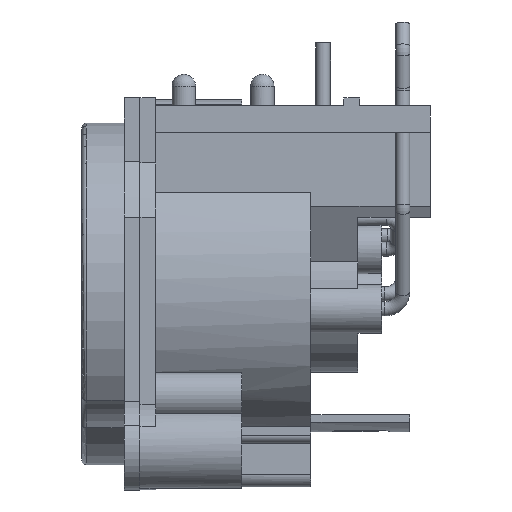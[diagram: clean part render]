
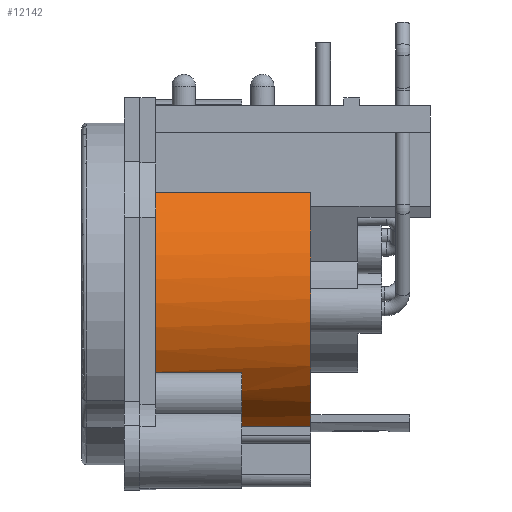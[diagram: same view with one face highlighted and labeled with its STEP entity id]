
A CAD part, left-side view. The second image highlights one B-rep face of the part: STEP entity #12142.
In plain terms, the highlighted cylindrical face has radius 9.15 mm (diameter 18.3 mm), a partial arc.
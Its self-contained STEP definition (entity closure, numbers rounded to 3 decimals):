
#283=CYLINDRICAL_SURFACE('',#13032,9.15);
#445=FACE_OUTER_BOUND('',#1126,.T.);
#1126=EDGE_LOOP('',(#8143,#8144,#8145,#8146,#8147,#8148,#8149,#8150));
#1851=CIRCLE('',#12971,9.15);
#1869=CIRCLE('',#12991,9.15);
#1885=CIRCLE('',#13020,9.15);
#1896=CIRCLE('',#13033,9.15);
#2309=LINE('',#17899,#3681);
#2310=LINE('',#17900,#3682);
#2311=LINE('',#17901,#3683);
#2312=LINE('',#17902,#3684);
#3681=VECTOR('',#14279,9.9);
#3682=VECTOR('',#14280,5.5);
#3683=VECTOR('',#14281,5.5);
#3684=VECTOR('',#14282,9.9);
#5006=VERTEX_POINT('',#17697);
#5007=VERTEX_POINT('',#17699);
#5036=VERTEX_POINT('',#17759);
#5037=VERTEX_POINT('',#17761);
#5071=VERTEX_POINT('',#17857);
#5072=VERTEX_POINT('',#17858);
#5088=VERTEX_POINT('',#17896);
#5089=VERTEX_POINT('',#17897);
#6205=EDGE_CURVE('',#5007,#5006,#1851,.T.);
#6235=EDGE_CURVE('',#5037,#5036,#1869,.T.);
#6284=EDGE_CURVE('',#5071,#5072,#1885,.T.);
#6304=EDGE_CURVE('',#5088,#5089,#1896,.T.);
#6305=EDGE_CURVE('',#5037,#5088,#2309,.T.);
#6306=EDGE_CURVE('',#5036,#5071,#2310,.T.);
#6307=EDGE_CURVE('',#5007,#5072,#2311,.T.);
#6308=EDGE_CURVE('',#5006,#5089,#2312,.T.);
#8143=ORIENTED_EDGE('',*,*,#6304,.F.);
#8144=ORIENTED_EDGE('',*,*,#6305,.F.);
#8145=ORIENTED_EDGE('',*,*,#6235,.T.);
#8146=ORIENTED_EDGE('',*,*,#6306,.T.);
#8147=ORIENTED_EDGE('',*,*,#6284,.T.);
#8148=ORIENTED_EDGE('',*,*,#6307,.F.);
#8149=ORIENTED_EDGE('',*,*,#6205,.T.);
#8150=ORIENTED_EDGE('',*,*,#6308,.T.);
#12142=ADVANCED_FACE('',(#445),#283,.T.);
#12971=AXIS2_PLACEMENT_3D('',#17700,#14099,#14100);
#12991=AXIS2_PLACEMENT_3D('',#17762,#14151,#14152);
#13020=AXIS2_PLACEMENT_3D('',#17859,#14242,#14243);
#13032=AXIS2_PLACEMENT_3D('',#17895,#14275,#14276);
#13033=AXIS2_PLACEMENT_3D('',#17898,#14277,#14278);
#14099=DIRECTION('center_axis',(0.,-1.,0.));
#14100=DIRECTION('ref_axis',(-0.676,0.,-0.737));
#14151=DIRECTION('center_axis',(0.,-1.,0.));
#14152=DIRECTION('ref_axis',(-0.71,0.,0.704));
#14242=DIRECTION('center_axis',(0.,-1.,0.));
#14243=DIRECTION('ref_axis',(-0.737,0.,-0.676));
#14275=DIRECTION('center_axis',(0.,-1.,0.));
#14276=DIRECTION('ref_axis',(-1.,0.,0.));
#14277=DIRECTION('center_axis',(0.,-1.,0.));
#14278=DIRECTION('ref_axis',(-0.71,0.,0.704));
#14279=DIRECTION('',(0.,-1.,0.));
#14280=DIRECTION('',(0.,-1.,0.));
#14281=DIRECTION('',(0.,-1.,0.));
#14282=DIRECTION('',(0.,-1.,0.));
#17697=CARTESIAN_POINT('',(-3.5,0.,-8.454));
#17699=CARTESIAN_POINT('',(-6.181,0.,-6.747));
#17700=CARTESIAN_POINT('Origin',(0.,0.,0.));
#17759=CARTESIAN_POINT('',(-6.747,0.,-6.181));
#17761=CARTESIAN_POINT('',(-6.5,0.,6.44));
#17762=CARTESIAN_POINT('Origin',(0.,0.,0.));
#17857=CARTESIAN_POINT('',(-6.747,-5.5,-6.181));
#17858=CARTESIAN_POINT('',(-6.181,-5.5,-6.747));
#17859=CARTESIAN_POINT('Origin',(0.,-5.5,0.));
#17895=CARTESIAN_POINT('Origin',(0.,0.,0.));
#17896=CARTESIAN_POINT('',(-6.5,-9.9,6.44));
#17897=CARTESIAN_POINT('',(-3.5,-9.9,-8.454));
#17898=CARTESIAN_POINT('Origin',(0.,-9.9,0.));
#17899=CARTESIAN_POINT('',(-6.5,0.,6.44));
#17900=CARTESIAN_POINT('',(-6.747,0.,-6.181));
#17901=CARTESIAN_POINT('',(-6.181,0.,-6.747));
#17902=CARTESIAN_POINT('',(-3.5,0.,-8.454));
